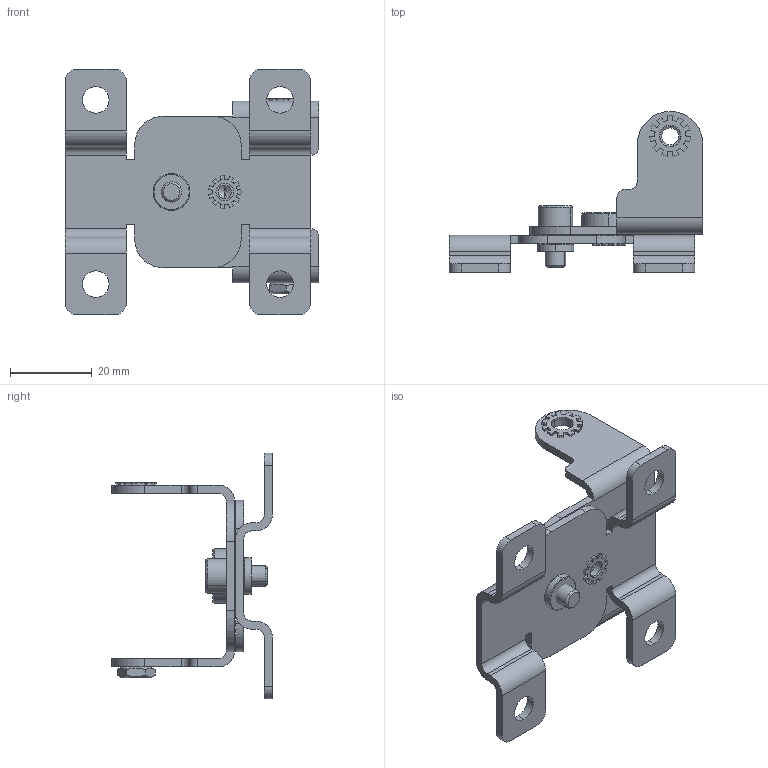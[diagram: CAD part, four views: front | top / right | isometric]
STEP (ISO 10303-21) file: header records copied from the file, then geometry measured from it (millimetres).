
FILE_DESCRIPTION (( 'STEP AP203' ), '1' );
FILE_NAME ('SRQFX01.STEP', '2022-08-23T18:56:22', ( '' ), ( '' ), 'SwSTEP 2.0', 'SolidWorks 2021', '' );
FILE_SCHEMA (( 'CONFIG_CONTROL_DESIGN' ));
Length unit declared in the file: inch
Products named in the file (1): SRQFX01
Bounding box: 62 x 39.25 x 60 mm (x, y, z)
Volume: 10965.9 mm3; surface area: 12966.9 mm2
Topology: 8 solids, 8 shells, 337 faces, 942 edges, 620 vertices
Faces by surface type: cylinder 182, plane 129, cone 22, bspline 4
Entity records: 11260 total; most frequent: CARTESIAN_POINT 2167, DIRECTION 1974, ORIENTED_EDGE 1876, EDGE_CURVE 938, AXIS2_PLACEMENT_3D 728, VERTEX_POINT 620, VECTOR 518, LINE 518
